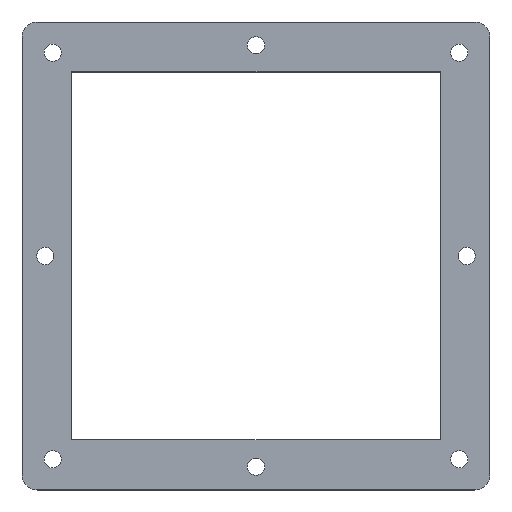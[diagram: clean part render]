
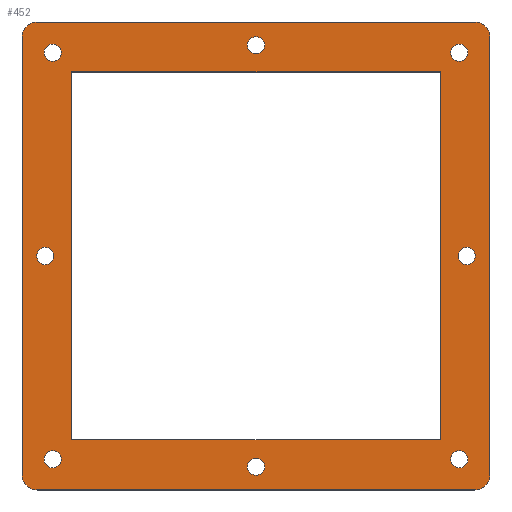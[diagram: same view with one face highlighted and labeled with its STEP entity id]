
A CAD part, top view. The second image highlights one B-rep face of the part: STEP entity #452.
In plain terms, the highlighted planar face has unit normal (0, 0, 1).
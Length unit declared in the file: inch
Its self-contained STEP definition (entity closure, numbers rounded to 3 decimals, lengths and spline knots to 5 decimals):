
#23=PLANE('',#500);
#28=LINE('',#658,#56);
#38=LINE('',#694,#66);
#41=LINE('',#702,#69);
#43=LINE('',#710,#71);
#46=LINE('',#715,#74);
#48=LINE('',#719,#76);
#50=LINE('',#722,#78);
#51=LINE('',#736,#79);
#56=VECTOR('',#539,7.13);
#66=VECTOR('',#571,7.13);
#69=VECTOR('',#580,7.13);
#71=VECTOR('',#588,6.);
#74=VECTOR('',#593,6.);
#76=VECTOR('',#597,6.);
#78=VECTOR('',#601,6.);
#79=VECTOR('',#620,7.13);
#97=FACE_BOUND('',#167,.T.);
#98=FACE_BOUND('',#168,.T.);
#99=FACE_BOUND('',#169,.T.);
#100=FACE_BOUND('',#170,.T.);
#101=FACE_BOUND('',#171,.T.);
#102=FACE_BOUND('',#172,.T.);
#103=FACE_BOUND('',#173,.T.);
#104=FACE_BOUND('',#174,.T.);
#105=FACE_BOUND('',#175,.T.);
#127=FACE_OUTER_BOUND('',#166,.T.);
#166=EDGE_LOOP('',(#376,#377,#378,#379,#380,#381,#382,#383));
#167=EDGE_LOOP('',(#384));
#168=EDGE_LOOP('',(#385));
#169=EDGE_LOOP('',(#386));
#170=EDGE_LOOP('',(#387));
#171=EDGE_LOOP('',(#388,#389,#390,#391));
#172=EDGE_LOOP('',(#392));
#173=EDGE_LOOP('',(#393));
#174=EDGE_LOOP('',(#394));
#175=EDGE_LOOP('',(#395));
#177=CIRCLE('',#457,0.14);
#179=CIRCLE('',#460,0.14);
#181=CIRCLE('',#463,0.14);
#183=CIRCLE('',#466,0.14);
#184=CIRCLE('',#468,0.25);
#193=CIRCLE('',#480,0.25);
#194=CIRCLE('',#483,0.25);
#195=CIRCLE('',#486,0.25);
#196=CIRCLE('',#492,0.14063);
#197=CIRCLE('',#494,0.14063);
#198=CIRCLE('',#496,0.14063);
#199=CIRCLE('',#498,0.14063);
#201=VERTEX_POINT('',#627);
#203=VERTEX_POINT('',#632);
#205=VERTEX_POINT('',#637);
#207=VERTEX_POINT('',#642);
#208=VERTEX_POINT('',#645);
#209=VERTEX_POINT('',#646);
#213=VERTEX_POINT('',#656);
#227=VERTEX_POINT('',#688);
#228=VERTEX_POINT('',#692);
#229=VERTEX_POINT('',#696);
#230=VERTEX_POINT('',#700);
#231=VERTEX_POINT('',#704);
#232=VERTEX_POINT('',#708);
#233=VERTEX_POINT('',#709);
#234=VERTEX_POINT('',#714);
#235=VERTEX_POINT('',#718);
#236=VERTEX_POINT('',#724);
#237=VERTEX_POINT('',#727);
#238=VERTEX_POINT('',#730);
#239=VERTEX_POINT('',#733);
#241=EDGE_CURVE('',#201,#201,#177,.T.);
#243=EDGE_CURVE('',#203,#203,#179,.T.);
#245=EDGE_CURVE('',#205,#205,#181,.T.);
#247=EDGE_CURVE('',#207,#207,#183,.T.);
#248=EDGE_CURVE('',#208,#209,#184,.T.);
#254=EDGE_CURVE('',#213,#208,#28,.T.);
#269=EDGE_CURVE('',#227,#213,#193,.T.);
#272=EDGE_CURVE('',#228,#227,#38,.T.);
#273=EDGE_CURVE('',#229,#228,#194,.T.);
#276=EDGE_CURVE('',#230,#229,#41,.T.);
#277=EDGE_CURVE('',#231,#230,#195,.T.);
#279=EDGE_CURVE('',#232,#233,#43,.T.);
#282=EDGE_CURVE('',#233,#234,#46,.T.);
#284=EDGE_CURVE('',#234,#235,#48,.T.);
#286=EDGE_CURVE('',#235,#232,#50,.T.);
#287=EDGE_CURVE('',#236,#236,#196,.T.);
#288=EDGE_CURVE('',#237,#237,#197,.T.);
#289=EDGE_CURVE('',#238,#238,#198,.T.);
#290=EDGE_CURVE('',#239,#239,#199,.T.);
#291=EDGE_CURVE('',#209,#231,#51,.T.);
#376=ORIENTED_EDGE('',*,*,#248,.F.);
#377=ORIENTED_EDGE('',*,*,#254,.F.);
#378=ORIENTED_EDGE('',*,*,#269,.F.);
#379=ORIENTED_EDGE('',*,*,#272,.F.);
#380=ORIENTED_EDGE('',*,*,#273,.F.);
#381=ORIENTED_EDGE('',*,*,#276,.F.);
#382=ORIENTED_EDGE('',*,*,#277,.F.);
#383=ORIENTED_EDGE('',*,*,#291,.F.);
#384=ORIENTED_EDGE('',*,*,#241,.T.);
#385=ORIENTED_EDGE('',*,*,#243,.T.);
#386=ORIENTED_EDGE('',*,*,#245,.T.);
#387=ORIENTED_EDGE('',*,*,#247,.T.);
#388=ORIENTED_EDGE('',*,*,#279,.T.);
#389=ORIENTED_EDGE('',*,*,#282,.T.);
#390=ORIENTED_EDGE('',*,*,#284,.T.);
#391=ORIENTED_EDGE('',*,*,#286,.T.);
#392=ORIENTED_EDGE('',*,*,#287,.T.);
#393=ORIENTED_EDGE('',*,*,#288,.T.);
#394=ORIENTED_EDGE('',*,*,#289,.T.);
#395=ORIENTED_EDGE('',*,*,#290,.T.);
#452=ADVANCED_FACE('',(#127,#97,#98,#99,#100,#101,#102,#103,#104,#105),
#23,.T.);
#457=AXIS2_PLACEMENT_3D('',#628,#507,#508);
#460=AXIS2_PLACEMENT_3D('',#633,#513,#514);
#463=AXIS2_PLACEMENT_3D('',#638,#519,#520);
#466=AXIS2_PLACEMENT_3D('',#643,#525,#526);
#468=AXIS2_PLACEMENT_3D('',#647,#529,#530);
#480=AXIS2_PLACEMENT_3D('',#689,#565,#566);
#483=AXIS2_PLACEMENT_3D('',#697,#574,#575);
#486=AXIS2_PLACEMENT_3D('',#705,#583,#584);
#492=AXIS2_PLACEMENT_3D('',#725,#604,#605);
#494=AXIS2_PLACEMENT_3D('',#728,#608,#609);
#496=AXIS2_PLACEMENT_3D('',#731,#612,#613);
#498=AXIS2_PLACEMENT_3D('',#734,#616,#617);
#500=AXIS2_PLACEMENT_3D('',#737,#621,#622);
#507=DIRECTION('center_axis',(0.,0.,-1.));
#508=DIRECTION('ref_axis',(-1.,0.,0.));
#513=DIRECTION('center_axis',(0.,0.,-1.));
#514=DIRECTION('ref_axis',(-1.,0.,0.));
#519=DIRECTION('center_axis',(0.,0.,-1.));
#520=DIRECTION('ref_axis',(-1.,0.,0.));
#525=DIRECTION('center_axis',(0.,0.,-1.));
#526=DIRECTION('ref_axis',(-1.,0.,0.));
#529=DIRECTION('center_axis',(0.,0.,-1.));
#530=DIRECTION('ref_axis',(-0.707,-0.707,0.));
#539=DIRECTION('',(-1.,0.,0.));
#565=DIRECTION('center_axis',(0.,0.,-1.));
#566=DIRECTION('ref_axis',(0.707,-0.707,0.));
#571=DIRECTION('',(0.,-1.,0.));
#574=DIRECTION('center_axis',(0.,0.,-1.));
#575=DIRECTION('ref_axis',(0.707,0.707,0.));
#580=DIRECTION('',(1.,0.,0.));
#583=DIRECTION('center_axis',(0.,0.,-1.));
#584=DIRECTION('ref_axis',(-0.707,0.707,0.));
#588=DIRECTION('',(0.,1.,0.));
#593=DIRECTION('',(1.,0.,0.));
#597=DIRECTION('',(0.,-1.,0.));
#601=DIRECTION('',(-1.,0.,0.));
#604=DIRECTION('center_axis',(0.,0.,-1.));
#605=DIRECTION('ref_axis',(-1.,0.,0.));
#608=DIRECTION('center_axis',(0.,0.,-1.));
#609=DIRECTION('ref_axis',(-1.,0.,0.));
#612=DIRECTION('center_axis',(0.,0.,-1.));
#613=DIRECTION('ref_axis',(-1.,0.,0.));
#616=DIRECTION('center_axis',(0.,0.,-1.));
#617=DIRECTION('ref_axis',(-1.,0.,0.));
#620=DIRECTION('',(0.,1.,0.));
#621=DIRECTION('center_axis',(0.,0.,1.));
#622=DIRECTION('ref_axis',(1.,0.,0.));
#627=CARTESIAN_POINT('',(0.14,-3.435,0.134));
#628=CARTESIAN_POINT('Origin',(0.,-3.435,0.134));
#632=CARTESIAN_POINT('',(-3.295,0.,0.134));
#633=CARTESIAN_POINT('Origin',(-3.435,0.,0.134));
#637=CARTESIAN_POINT('',(0.14,3.435,0.134));
#638=CARTESIAN_POINT('Origin',(0.,3.435,0.134));
#642=CARTESIAN_POINT('',(3.575,0.,0.134));
#643=CARTESIAN_POINT('Origin',(3.435,0.,0.134));
#645=CARTESIAN_POINT('',(-3.565,-3.815,0.134));
#646=CARTESIAN_POINT('',(-3.815,-3.565,0.134));
#647=CARTESIAN_POINT('Origin',(-3.565,-3.565,0.134));
#656=CARTESIAN_POINT('',(3.565,-3.815,0.134));
#658=CARTESIAN_POINT('',(-3.815,-3.815,0.134));
#688=CARTESIAN_POINT('',(3.815,-3.565,0.134));
#689=CARTESIAN_POINT('Origin',(3.565,-3.565,0.134));
#692=CARTESIAN_POINT('',(3.815,3.565,0.134));
#694=CARTESIAN_POINT('',(3.815,-3.815,0.134));
#696=CARTESIAN_POINT('',(3.565,3.815,0.134));
#697=CARTESIAN_POINT('Origin',(3.565,3.565,0.134));
#700=CARTESIAN_POINT('',(-3.565,3.815,0.134));
#702=CARTESIAN_POINT('',(3.815,3.815,0.134));
#704=CARTESIAN_POINT('',(-3.815,3.565,0.134));
#705=CARTESIAN_POINT('Origin',(-3.565,3.565,0.134));
#708=CARTESIAN_POINT('',(-3.,-3.,0.134));
#709=CARTESIAN_POINT('',(-3.,3.,0.134));
#710=CARTESIAN_POINT('',(-3.,-1.5,0.134));
#714=CARTESIAN_POINT('',(3.,3.,0.134));
#715=CARTESIAN_POINT('',(-1.5,3.,0.134));
#718=CARTESIAN_POINT('',(3.,-3.,0.134));
#719=CARTESIAN_POINT('',(3.,1.5,0.134));
#722=CARTESIAN_POINT('',(1.5,-3.,0.134));
#724=CARTESIAN_POINT('',(-3.17438,3.315,0.134));
#725=CARTESIAN_POINT('Origin',(-3.315,3.315,0.134));
#727=CARTESIAN_POINT('',(-3.17438,-3.315,0.134));
#728=CARTESIAN_POINT('Origin',(-3.315,-3.315,0.134));
#730=CARTESIAN_POINT('',(3.45563,-3.315,0.134));
#731=CARTESIAN_POINT('Origin',(3.315,-3.315,0.134));
#733=CARTESIAN_POINT('',(3.45563,3.315,0.134));
#734=CARTESIAN_POINT('Origin',(3.315,3.315,0.134));
#736=CARTESIAN_POINT('',(-3.815,3.815,0.134));
#737=CARTESIAN_POINT('Origin',(0.,0.,
0.134));
